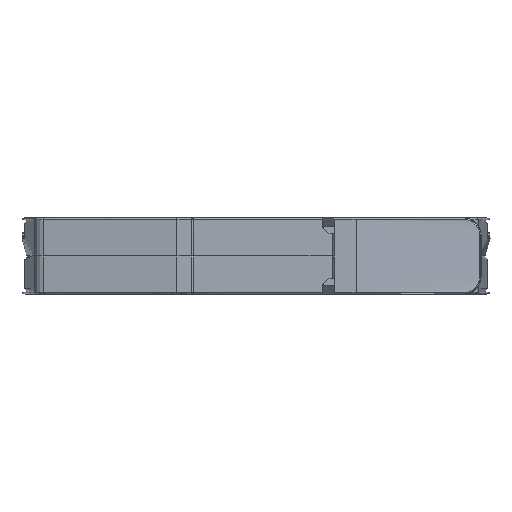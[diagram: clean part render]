
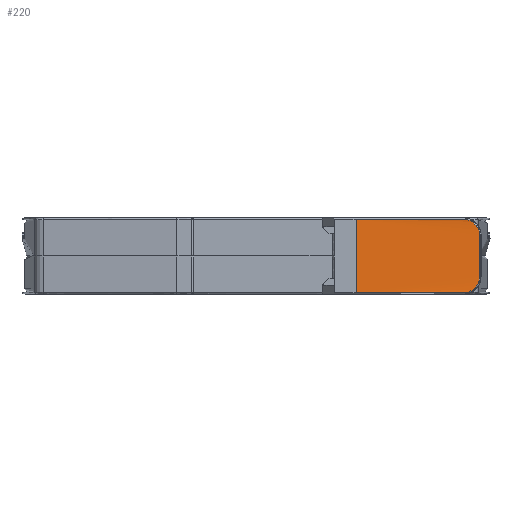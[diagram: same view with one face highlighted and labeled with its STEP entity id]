
A CAD part, front view. The second image highlights one B-rep face of the part: STEP entity #220.
In plain terms, the highlighted cylindrical face has radius 325 mm (diameter 650 mm), a partial arc.
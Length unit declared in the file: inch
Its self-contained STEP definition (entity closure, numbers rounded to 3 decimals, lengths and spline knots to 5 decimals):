
#41 = VERTEX_POINT ( 'NONE', #1577 ) ;
#76 = ORIENTED_EDGE ( 'NONE', *, *, #12287, .F. ) ;
#220 = ADVANCED_FACE ( 'NONE', ( #17758 ), #17216, .T. ) ;
#250 = EDGE_CURVE ( 'NONE', #3161, #5776, #8990, .T. ) ;
#617 = CARTESIAN_POINT ( 'NONE',  ( 1.86908, -0.09292, 0.33268 ) ) ;
#795 = CARTESIAN_POINT ( 'NONE',  ( 1.93401, -0.08259, 0.31825 ) ) ;
#1007 = CARTESIAN_POINT ( 'NONE',  ( 2.01716, -0.06886, 0.19677 ) ) ;
#1446 = CARTESIAN_POINT ( 'NONE',  ( 1.97987, -0.07509, -0.28413 ) ) ;
#1479 = CARTESIAN_POINT ( 'NONE',  ( 2.01716, -0.06886, -0.18701 ) ) ;
#1518 = CARTESIAN_POINT ( 'NONE',  ( 1.90687, -0.08695, -0.32814 ) ) ;
#1577 = CARTESIAN_POINT ( 'NONE',  ( 0.90257, -0.20669, -0.33268 ) ) ;
#1746 = CARTESIAN_POINT ( 'NONE',  ( 1.86908, -0.09292, -0.33268 ) ) ;
#2032 = B_SPLINE_CURVE_WITH_KNOTS ( 'NONE', 3,
 ( #1746, #19777, #5115, #8409 ),
 .UNSPECIFIED., .F., .F.,
 ( 4, 4 ),
 ( 0., 0.02472 ),
 .UNSPECIFIED. ) ;
#2676 = CARTESIAN_POINT ( 'NONE',  ( 2.01617, -0.06903, 0.20638 ) ) ;
#3023 = VECTOR ( 'NONE', #19713, 39.37008 ) ;
#3114 = CARTESIAN_POINT ( 'NONE',  ( 1.8882, -0.08992, -0.33175 ) ) ;
#3161 = VERTEX_POINT ( 'NONE', #1479 ) ;
#3321 = B_SPLINE_CURVE_WITH_KNOTS ( 'NONE', 3,
 ( #14487, #8030, #17839, #7894 ),
 .UNSPECIFIED., .F., .F.,
 ( 4, 4 ),
 ( 0., 0.02472 ),
 .UNSPECIFIED. ) ;
#3860 = EDGE_CURVE ( 'NONE', #16679, #3161, #18615, .T. ) ;
#4225 = CARTESIAN_POINT ( 'NONE',  ( 1.88825, -0.08991, 0.33174 ) ) ;
#4305 = CARTESIAN_POINT ( 'NONE',  ( 1.96618, -0.07735, 0.29737 ) ) ;
#4367 = CARTESIAN_POINT ( 'NONE',  ( 2.01716, -0.06886, 0.18701 ) ) ;
#4733 = DIRECTION ( 'NONE',  ( 0., -1., 0. ) ) ;
#4802 = CARTESIAN_POINT ( 'NONE',  ( 1.99705, -0.07224, -0.2609 ) ) ;
#5051 = CARTESIAN_POINT ( 'NONE',  ( 0.90257, -0.20669, 0.33268 ) ) ;
#5115 = CARTESIAN_POINT ( 'NONE',  ( 1.22603, -0.18104, -0.33268 ) ) ;
#5340 = EDGE_CURVE ( 'NONE', #13876, #13149, #3321, .T. ) ;
#5662 = VECTOR ( 'NONE', #15944, 39.37008 ) ;
#5776 = VERTEX_POINT ( 'NONE', #12486 ) ;
#5898 = CARTESIAN_POINT ( 'NONE',  ( 2.00934, -0.07018, 0.23467 ) ) ;
#6259 = DIRECTION ( 'NONE',  ( 0., 0., 1. ) ) ;
#6471 = CARTESIAN_POINT ( 'NONE',  ( 1.93395, -0.0826, -0.31829 ) ) ;
#6505 = ORIENTED_EDGE ( 'NONE', *, *, #250, .F. ) ;
#7166 = LINE ( 'NONE', #9446, #3023 ) ;
#7894 = CARTESIAN_POINT ( 'NONE',  ( 1.86908, -0.09292, 0.33268 ) ) ;
#7978 = CARTESIAN_POINT ( 'NONE',  ( -0.10894, 12.54854, -0.34449 ) ) ;
#8030 = CARTESIAN_POINT ( 'NONE',  ( 1.22603, -0.18104, 0.33268 ) ) ;
#8039 = CARTESIAN_POINT ( 'NONE',  ( 2.00932, -0.07018, -0.23474 ) ) ;
#8409 = CARTESIAN_POINT ( 'NONE',  ( 0.90257, -0.20669, -0.33268 ) ) ;
#8990 = B_SPLINE_CURVE_WITH_KNOTS ( 'NONE', 3,
 ( #16033, #21152, #16254, #19352, #8039, #14708, #4802, #21364, #1446, #21292, #18054, #11360, #6471, #13027, #1518, #3114, #16383, #19692 ),
 .UNSPECIFIED., .F., .F.,
 ( 4, 2, 2, 2, 2, 2, 2, 2, 4 ),
 ( 0., 0.00074, 0.00148, 0.00222, 0.00295, 0.00369, 0.00443, 0.00517, 0.00591 ),
 .UNSPECIFIED. ) ;
#9213 = CARTESIAN_POINT ( 'NONE',  ( 1.95872, -0.07857, 0.30334 ) ) ;
#9361 = CARTESIAN_POINT ( 'NONE',  ( 1.97989, -0.07509, 0.28406 ) ) ;
#9446 = CARTESIAN_POINT ( 'NONE',  ( 0.90257, -0.20669, 0.34449 ) ) ;
#10797 = CARTESIAN_POINT ( 'NONE',  ( 2.00178, -0.07144, 0.25237 ) ) ;
#11008 = CARTESIAN_POINT ( 'NONE',  ( 1.86908, -0.09292, 0.33268 ) ) ;
#11360 = CARTESIAN_POINT ( 'NONE',  ( 1.94241, -0.08123, -0.3139 ) ) ;
#11734 = ORIENTED_EDGE ( 'NONE', *, *, #20894, .F. ) ;
#12287 = EDGE_CURVE ( 'NONE', #41, #13876, #7166, .T. ) ;
#12486 = CARTESIAN_POINT ( 'NONE',  ( 1.86908, -0.09292, -0.33268 ) ) ;
#12603 = CARTESIAN_POINT ( 'NONE',  ( 1.90712, -0.08691, 0.32807 ) ) ;
#12614 = ORIENTED_EDGE ( 'NONE', *, *, #5340, .F. ) ;
#13027 = CARTESIAN_POINT ( 'NONE',  ( 1.91615, -0.08547, -0.32543 ) ) ;
#13149 = VERTEX_POINT ( 'NONE', #617 ) ;
#13876 = VERTEX_POINT ( 'NONE', #5051 ) ;
#14487 = CARTESIAN_POINT ( 'NONE',  ( 0.90257, -0.20669, 0.33268 ) ) ;
#14708 = CARTESIAN_POINT ( 'NONE',  ( 2.00174, -0.07145, -0.25239 ) ) ;
#15796 = CARTESIAN_POINT ( 'NONE',  ( 2.01716, -0.06886, 0.18701 ) ) ;
#15805 = CARTESIAN_POINT ( 'NONE',  ( 1.99714, -0.07222, 0.26076 ) ) ;
#15944 = DIRECTION ( 'NONE',  ( 0., 0., -1. ) ) ;
#16033 = CARTESIAN_POINT ( 'NONE',  ( 2.01716, -0.06886, -0.18701 ) ) ;
#16254 = CARTESIAN_POINT ( 'NONE',  ( 2.01618, -0.06903, -0.20641 ) ) ;
#16351 = CARTESIAN_POINT ( 'NONE',  ( 2.01716, -0.06886, 0.18701 ) ) ;
#16383 = CARTESIAN_POINT ( 'NONE',  ( 1.87872, -0.09141, -0.33268 ) ) ;
#16424 = ORIENTED_EDGE ( 'NONE', *, *, #19644, .F. ) ;
#16679 = VERTEX_POINT ( 'NONE', #16351 ) ;
#17216 = CYLINDRICAL_SURFACE ( 'NONE', #17695, 12.79528 ) ;
#17336 = CARTESIAN_POINT ( 'NONE',  ( 2.01228, -0.06968, 0.22529 ) ) ;
#17634 = CARTESIAN_POINT ( 'NONE',  ( 1.94251, -0.08122, 0.31386 ) ) ;
#17695 = AXIS2_PLACEMENT_3D ( 'NONE', #7978, #6259, #4733 ) ;
#17758 = FACE_OUTER_BOUND ( 'NONE', #19337, .T. ) ;
#17839 = CARTESIAN_POINT ( 'NONE',  ( 1.54851, -0.14308, 0.33268 ) ) ;
#18054 = CARTESIAN_POINT ( 'NONE',  ( 1.95846, -0.07861, -0.30351 ) ) ;
#18543 = ORIENTED_EDGE ( 'NONE', *, *, #3860, .F. ) ;
#18615 = LINE ( 'NONE', #15796, #5662 ) ;
#19061 = CARTESIAN_POINT ( 'NONE',  ( 1.91635, -0.08544, 0.32534 ) ) ;
#19337 = EDGE_LOOP ( 'NONE', ( #11734, #6505, #18543, #16424, #12614, #76 ) ) ;
#19352 = CARTESIAN_POINT ( 'NONE',  ( 2.01226, -0.06969, -0.22546 ) ) ;
#19644 = EDGE_CURVE ( 'NONE', #13149, #16679, #20498, .T. ) ;
#19692 = CARTESIAN_POINT ( 'NONE',  ( 1.86908, -0.09292, -0.33268 ) ) ;
#19713 = DIRECTION ( 'NONE',  ( 0., 0., 1. ) ) ;
#19777 = CARTESIAN_POINT ( 'NONE',  ( 1.54851, -0.14308, -0.33268 ) ) ;
#20498 = B_SPLINE_CURVE_WITH_KNOTS ( 'NONE', 3,
 ( #11008, #20781, #4225, #12603, #19061, #795, #17634, #9213, #4305, #9361, #20713, #15805, #10797, #5898, #17336, #2676, #1007, #4367 ),
 .UNSPECIFIED., .F., .F.,
 ( 4, 2, 2, 2, 2, 2, 2, 2, 4 ),
 ( 0., 0.00074, 0.00148, 0.00222, 0.00296, 0.00369, 0.00443, 0.00517, 0.00591 ),
 .UNSPECIFIED. ) ;
#20713 = CARTESIAN_POINT ( 'NONE',  ( 1.98618, -0.07404, 0.27663 ) ) ;
#20781 = CARTESIAN_POINT ( 'NONE',  ( 1.87872, -0.09141, 0.33268 ) ) ;
#20894 = EDGE_CURVE ( 'NONE', #5776, #41, #2032, .T. ) ;
#21152 = CARTESIAN_POINT ( 'NONE',  ( 2.01716, -0.06886, -0.19677 ) ) ;
#21292 = CARTESIAN_POINT ( 'NONE',  ( 1.9661, -0.07736, -0.29745 ) ) ;
#21364 = CARTESIAN_POINT ( 'NONE',  ( 1.98607, -0.07406, -0.27683 ) ) ;
